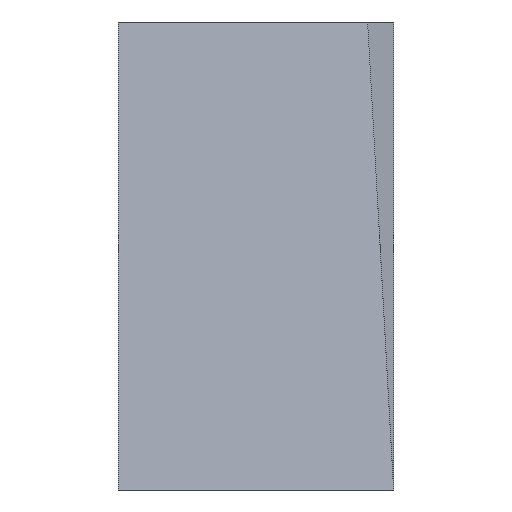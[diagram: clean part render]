
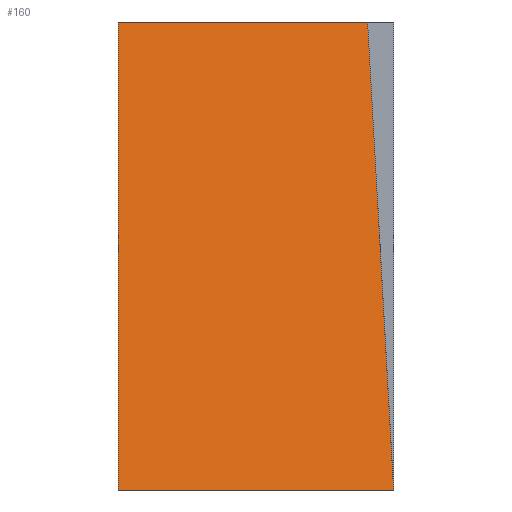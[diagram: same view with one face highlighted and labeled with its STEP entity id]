
A CAD part, left-side view. The second image highlights one B-rep face of the part: STEP entity #160.
In plain terms, the highlighted planar face has unit normal (-0.985, 0, 0.174).
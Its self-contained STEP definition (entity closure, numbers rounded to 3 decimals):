
#5 = ORIENTED_EDGE ( 'NONE', *, *, #213, .T. ) ;
#16 = CARTESIAN_POINT ( 'NONE',  ( -17.5, 10., -8.5 ) ) ;
#22 = LINE ( 'NONE', #360, #23 ) ;
#23 = VECTOR ( 'NONE', #303, 1000. ) ;
#37 = VERTEX_POINT ( 'NONE', #267 ) ;
#49 = EDGE_LOOP ( 'NONE', ( #91, #229, #5, #139 ) ) ;
#51 = CARTESIAN_POINT ( 'NONE',  ( -17.5, -0.001, -8.5 ) ) ;
#54 = VERTEX_POINT ( 'NONE', #16 ) ;
#67 = VERTEX_POINT ( 'NONE', #296 ) ;
#78 = DIRECTION ( 'NONE',  ( -0.174, 0., -0.985 ) ) ;
#82 = CARTESIAN_POINT ( 'NONE',  ( -17.5, 0., -8.5 ) ) ;
#91 = ORIENTED_EDGE ( 'NONE', *, *, #294, .T. ) ;
#97 = EDGE_CURVE ( 'NONE', #54, #67, #131, .T. ) ;
#107 = DIRECTION ( 'NONE',  ( 0.985, 0., -0.174 ) ) ;
#112 = LINE ( 'NONE', #82, #204 ) ;
#131 = LINE ( 'NONE', #239, #307 ) ;
#134 = DIRECTION ( 'NONE',  ( -0.174, 0., -0.985 ) ) ;
#139 = ORIENTED_EDGE ( 'NONE', *, *, #97, .T. ) ;
#145 = VERTEX_POINT ( 'NONE', #297 ) ;
#157 = DIRECTION ( 'NONE',  ( 0., -1., 0. ) ) ;
#160 = ADVANCED_FACE ( 'NONE', ( #191 ), #245, .F. ) ;
#191 = FACE_OUTER_BOUND ( 'NONE', #49, .T. ) ;
#204 = VECTOR ( 'NONE', #221, 1000. ) ;
#213 = EDGE_CURVE ( 'NONE', #145, #54, #222, .T. ) ;
#219 = AXIS2_PLACEMENT_3D ( 'NONE', #51, #107, #134 ) ;
#220 = EDGE_CURVE ( 'NONE', #37, #145, #22, .T. ) ;
#221 = DIRECTION ( 'NONE',  ( 0.173, 0.055, 0.983 ) ) ;
#222 = LINE ( 'NONE', #334, #295 ) ;
#229 = ORIENTED_EDGE ( 'NONE', *, *, #220, .T. ) ;
#239 = CARTESIAN_POINT ( 'NONE',  ( -17.5, 10., -8.5 ) ) ;
#245 = PLANE ( 'NONE',  #219 ) ;
#267 = CARTESIAN_POINT ( 'NONE',  ( -14.502, 0.947, 8.5 ) ) ;
#294 = EDGE_CURVE ( 'NONE', #67, #37, #112, .T. ) ;
#295 = VECTOR ( 'NONE', #78, 1000. ) ;
#296 = CARTESIAN_POINT ( 'NONE',  ( -17.5, 0., -8.5 ) ) ;
#297 = CARTESIAN_POINT ( 'NONE',  ( -14.502, 10., 8.5 ) ) ;
#303 = DIRECTION ( 'NONE',  ( 0., 1., 0. ) ) ;
#307 = VECTOR ( 'NONE', #157, 1000. ) ;
#334 = CARTESIAN_POINT ( 'NONE',  ( -17.5, 10., -8.5 ) ) ;
#360 = CARTESIAN_POINT ( 'NONE',  ( -14.502, -0.001, 8.5 ) ) ;
